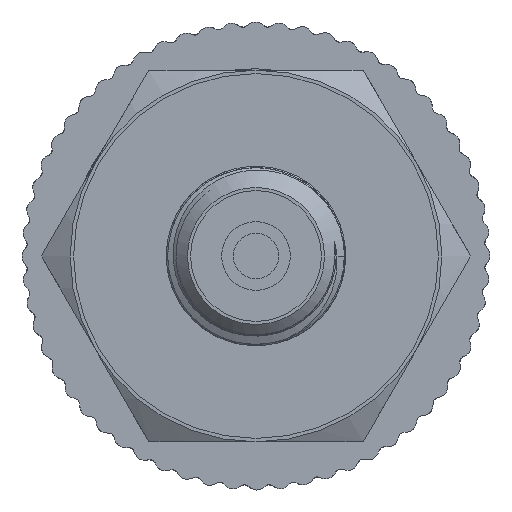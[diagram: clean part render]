
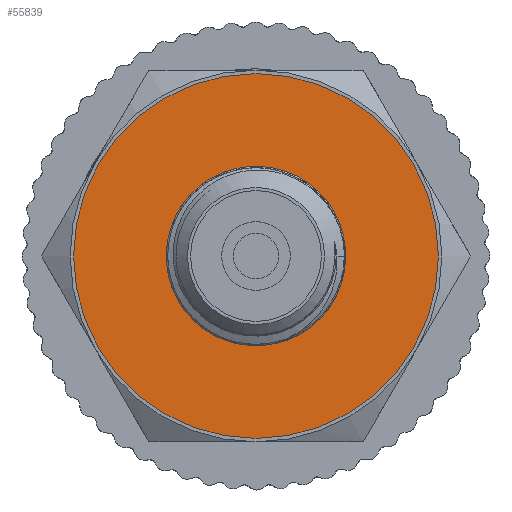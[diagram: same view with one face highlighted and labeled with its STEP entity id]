
A CAD part, left-side view. The second image highlights one B-rep face of the part: STEP entity #55839.
In plain terms, the highlighted planar face has unit normal (-1, 0, 0).
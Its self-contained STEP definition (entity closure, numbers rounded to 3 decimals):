
#5091=PLANE('',#59225);
#7238=FACE_BOUND('',#11832,.T.);
#8286=FACE_OUTER_BOUND('',#11831,.T.);
#11831=EDGE_LOOP('',(#38907));
#11832=EDGE_LOOP('',(#38908));
#15452=CIRCLE('',#59197,13.25);
#15454=CIRCLE('',#59201,6.5);
#22885=VERTEX_POINT('',#94570);
#22888=VERTEX_POINT('',#94967);
#29022=EDGE_CURVE('',#22885,#22885,#15452,.T.);
#29028=EDGE_CURVE('',#22888,#22888,#15454,.T.);
#38907=ORIENTED_EDGE('',*,*,#29022,.T.);
#38908=ORIENTED_EDGE('',*,*,#29028,.T.);
#55839=ADVANCED_FACE('',(#8286,#7238),#5091,.T.);
#59197=AXIS2_PLACEMENT_3D('',#94571,#67299,#67300);
#59201=AXIS2_PLACEMENT_3D('',#94968,#67308,#67309);
#59225=AXIS2_PLACEMENT_3D('',#96635,#67362,#67363);
#67299=DIRECTION('center_axis',(-1.,0.,0.));
#67300=DIRECTION('ref_axis',(0.,1.,0.));
#67308=DIRECTION('center_axis',(1.,0.,0.));
#67309=DIRECTION('ref_axis',(0.,0.,-1.));
#67362=DIRECTION('center_axis',(-1.,0.,0.));
#67363=DIRECTION('ref_axis',(0.,0.,1.));
#94570=CARTESIAN_POINT('',(-47.,-13.25,0.));
#94571=CARTESIAN_POINT('Origin',(-47.,0.,0.));
#94967=CARTESIAN_POINT('',(-47.,0.,6.5));
#94968=CARTESIAN_POINT('Origin',(-47.,0.,0.));
#96635=CARTESIAN_POINT('Origin',(-47.,13.5,0.));
